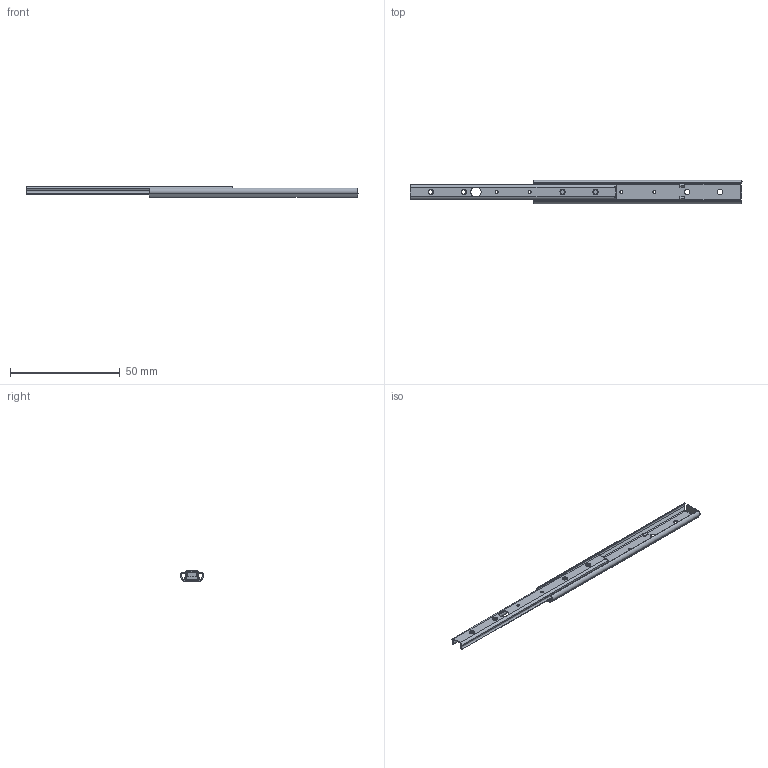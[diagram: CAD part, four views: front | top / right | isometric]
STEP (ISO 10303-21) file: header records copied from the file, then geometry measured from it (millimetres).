
FILE_DESCRIPTION (( 'STEP AP203' ), '1' );
FILE_NAME ('U1021-95.STEP', '2020-06-24T05:54:04', ( '' ), ( '' ), 'SwSTEP 2.0', 'SolidWorks 2019', '' );
FILE_SCHEMA (( 'CONFIG_CONTROL_DESIGN' ));
Length unit declared in the file: millimetre
Products named in the file (3): U1021-95 IM; U1021-95 OM; U1021-95
Assembly tree (2 placements, depth 2):
  U1021-95
    U1021-95 OM
    U1021-95 IM
Bounding box: 151.2 x 10.59 x 5 mm (x, y, z)
Volume: 1340.6 mm3; surface area: 5648.6 mm2
Topology: 2 solids, 2 shells, 251 faces, 739 edges, 482 vertices
Faces by surface type: cylinder 134, plane 81, torus 24, bspline 12
Entity records: 12306 total; most frequent: CARTESIAN_POINT 5461, ORIENTED_EDGE 1478, DIRECTION 1315, EDGE_CURVE 739, AXIS2_PLACEMENT_3D 496, VERTEX_POINT 482, VECTOR 323, LINE 323
